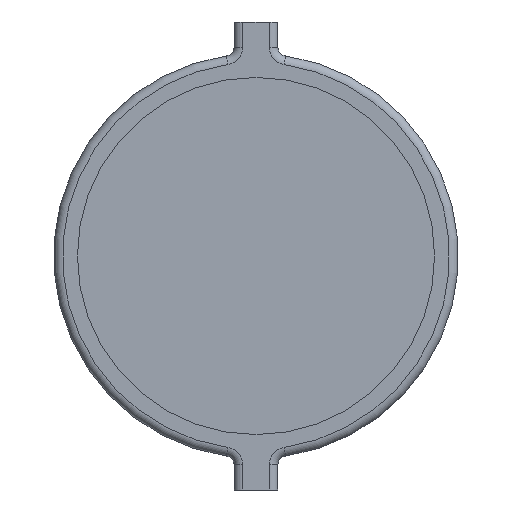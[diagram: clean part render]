
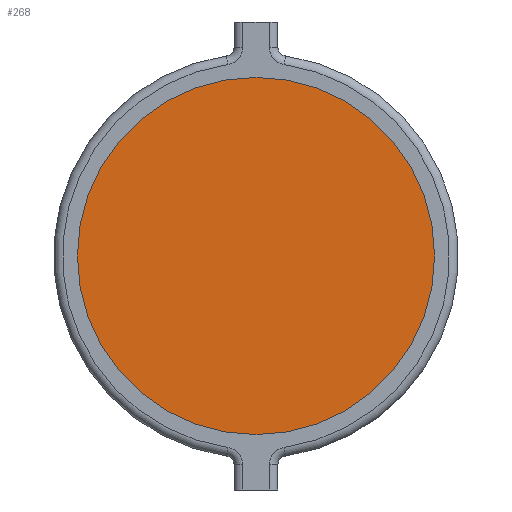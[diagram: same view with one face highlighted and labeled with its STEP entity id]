
A CAD part, left-side view. The second image highlights one B-rep face of the part: STEP entity #268.
In plain terms, the highlighted planar face has unit normal (-1, 0, 0).
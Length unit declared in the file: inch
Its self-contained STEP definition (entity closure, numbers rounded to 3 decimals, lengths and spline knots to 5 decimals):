
#125 = EDGE_CURVE ( 'NONE', #132, #128, #346, .T. ) ;
#128 = VERTEX_POINT ( 'NONE', #304 ) ;
#132 = VERTEX_POINT ( 'NONE', #305 ) ;
#162 = ORIENTED_EDGE ( 'NONE', *, *, #164, .T. ) ;
#164 = EDGE_CURVE ( 'NONE', #128, #132, #435, .T. ) ;
#263 = ORIENTED_EDGE ( 'NONE', *, *, #125, .T. ) ;
#264 = EDGE_LOOP ( 'NONE', ( #162, #263 ) ) ;
#268 = ADVANCED_FACE ( 'NONE', ( #536 ), #679, .T. ) ;
#304 = CARTESIAN_POINT ( 'NONE',  ( -0.28, 0., -0.1015 ) ) ;
#305 = CARTESIAN_POINT ( 'NONE',  ( -0.28, 0., 0.1015 ) ) ;
#341 = DIRECTION ( 'NONE',  ( 0., 0., 1. ) ) ;
#342 = DIRECTION ( 'NONE',  ( -1., 0., 0. ) ) ;
#343 = CARTESIAN_POINT ( 'NONE',  ( -0.28, 0., 0. ) ) ;
#346 = CIRCLE ( 'NONE', #351, 0.1015 ) ;
#351 = AXIS2_PLACEMENT_3D ( 'NONE', #343, #342, #341 ) ;
#425 = DIRECTION ( 'NONE',  ( 0., 0., 1. ) ) ;
#426 = DIRECTION ( 'NONE',  ( -1., 0., 0. ) ) ;
#430 = CARTESIAN_POINT ( 'NONE',  ( -0.28, 0., 0. ) ) ;
#431 = AXIS2_PLACEMENT_3D ( 'NONE', #430, #426, #425 ) ;
#435 = CIRCLE ( 'NONE', #431, 0.1015 ) ;
#524 = DIRECTION ( 'NONE',  ( 0., 0., 1. ) ) ;
#525 = DIRECTION ( 'NONE',  ( -1., 0., 0. ) ) ;
#526 = CARTESIAN_POINT ( 'NONE',  ( -0.28, 0., 0. ) ) ;
#527 = AXIS2_PLACEMENT_3D ( 'NONE', #526, #525, #524 ) ;
#536 = FACE_OUTER_BOUND ( 'NONE', #264, .T. ) ;
#679 = PLANE ( 'NONE',  #527 ) ;
